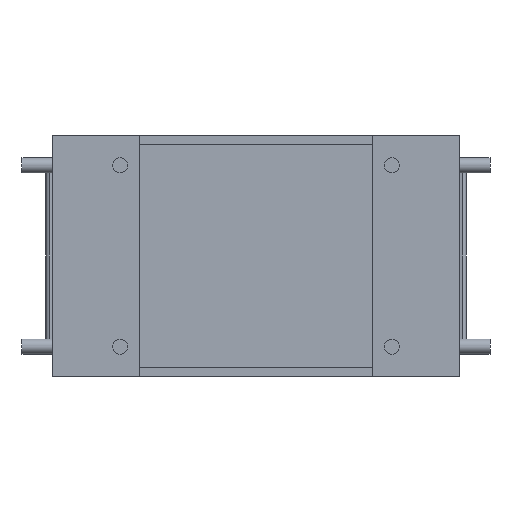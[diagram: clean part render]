
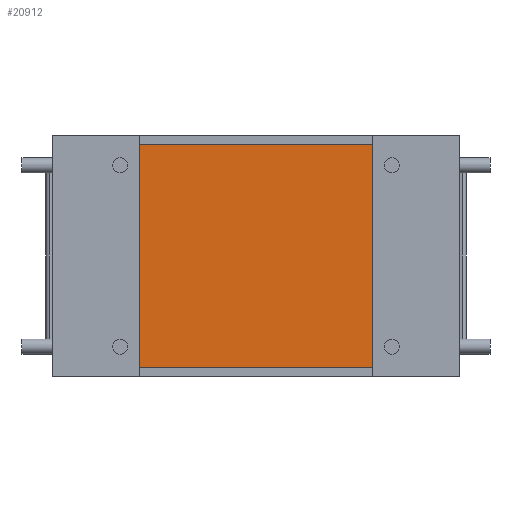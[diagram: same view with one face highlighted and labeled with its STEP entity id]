
A CAD part, front view. The second image highlights one B-rep face of the part: STEP entity #20912.
In plain terms, the highlighted planar face has unit normal (0, -1, 0).
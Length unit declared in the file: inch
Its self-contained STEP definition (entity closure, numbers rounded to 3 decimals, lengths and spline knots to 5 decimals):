
#7373=DIRECTION('',(0.,0.,1.));
#7374=VECTOR('',#7373,0.74);
#7375=CARTESIAN_POINT('',(-0.386,-0.93,-0.37));
#7376=LINE('',#7375,#7374);
#7377=DIRECTION('',(1.,0.,0.));
#7378=VECTOR('',#7377,0.772);
#7379=CARTESIAN_POINT('',(-0.386,-0.93,0.37));
#7380=LINE('',#7379,#7378);
#7381=DIRECTION('',(1.,0.,0.));
#7382=VECTOR('',#7381,0.772);
#7383=CARTESIAN_POINT('',(-0.386,-0.93,-0.37));
#7384=LINE('',#7383,#7382);
#7445=DIRECTION('',(0.,0.,1.));
#7446=VECTOR('',#7445,0.74);
#7447=CARTESIAN_POINT('',(0.386,-0.93,-0.37));
#7448=LINE('',#7447,#7446);
#9265=CARTESIAN_POINT('',(-0.386,-0.93,-0.37));
#9266=CARTESIAN_POINT('',(-0.386,-0.93,0.37));
#9267=VERTEX_POINT('',#9265);
#9268=VERTEX_POINT('',#9266);
#9269=CARTESIAN_POINT('',(0.386,-0.93,-0.37));
#9270=CARTESIAN_POINT('',(0.386,-0.93,0.37));
#9271=VERTEX_POINT('',#9269);
#9272=VERTEX_POINT('',#9270);
#20898=CARTESIAN_POINT('',(-0.386,-0.93,-0.4));
#20899=DIRECTION('',(0.,-1.,0.));
#20900=DIRECTION('',(1.,0.,0.));
#20901=AXIS2_PLACEMENT_3D('',#20898,#20899,#20900);
#20902=PLANE('',#20901);
#20903=ORIENTED_EDGE('',*,*,#20880,.T.);
#20905=ORIENTED_EDGE('',*,*,#20904,.T.);
#20907=ORIENTED_EDGE('',*,*,#20906,.F.);
#20909=ORIENTED_EDGE('',*,*,#20908,.F.);
#20910=EDGE_LOOP('',(#20903,#20905,#20907,#20909));
#20911=FACE_OUTER_BOUND('',#20910,.F.);
#20880=EDGE_CURVE('',#9267,#9268,#7376,.T.);
#20904=EDGE_CURVE('',#9268,#9272,#7380,.T.);
#20906=EDGE_CURVE('',#9271,#9272,#7448,.T.);
#20908=EDGE_CURVE('',#9267,#9271,#7384,.T.);
#20912=ADVANCED_FACE('',(#20911),#20902,.T.);
